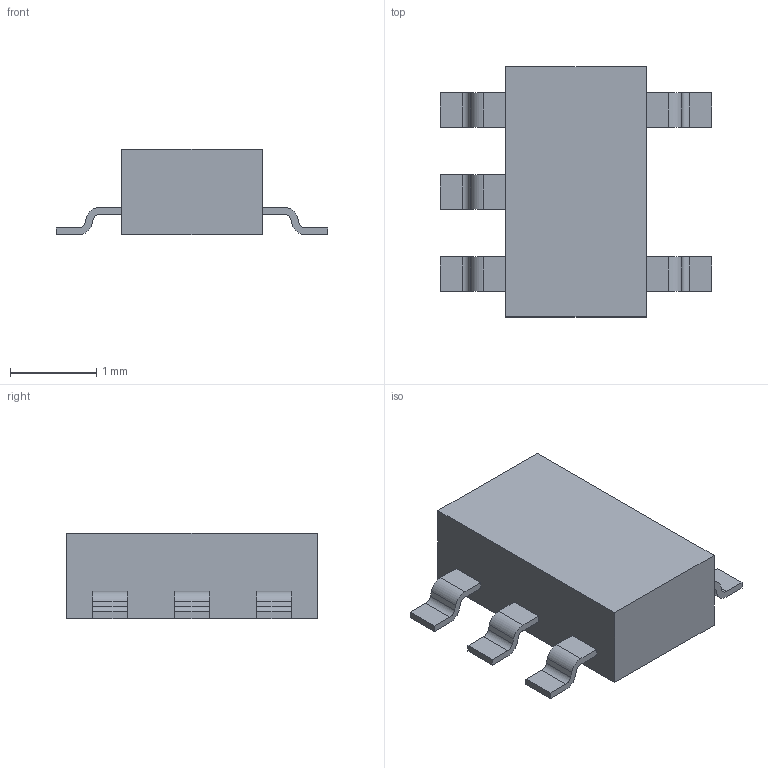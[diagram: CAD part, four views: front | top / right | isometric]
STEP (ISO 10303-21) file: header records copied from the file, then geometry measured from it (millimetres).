
FILE_DESCRIPTION(('STEP AP214'),'1');
FILE_NAME('S_5_ADI','2024-02-22T08:21:36',(''),(''),'','','');
FILE_SCHEMA(('AUTOMOTIVE_DESIGN'));
Length unit declared in the file: millimetre
Products named in the file (1): product
Bounding box: 3.14 x 2.9 x 0.99 mm (x, y, z)
Volume: 4.8 mm3; surface area: 22.9 mm2
Topology: 6 solids, 6 shells, 76 faces, 192 edges, 128 vertices
Faces by surface type: plane 56, cylinder 20
Entity records: 2338 total; most frequent: DIRECTION 386, ORIENTED_EDGE 384, CARTESIAN_POINT 225, EDGE_CURVE 192, LINE 152, VECTOR 152, VERTEX_POINT 128, AXIS2_PLACEMENT_3D 117
